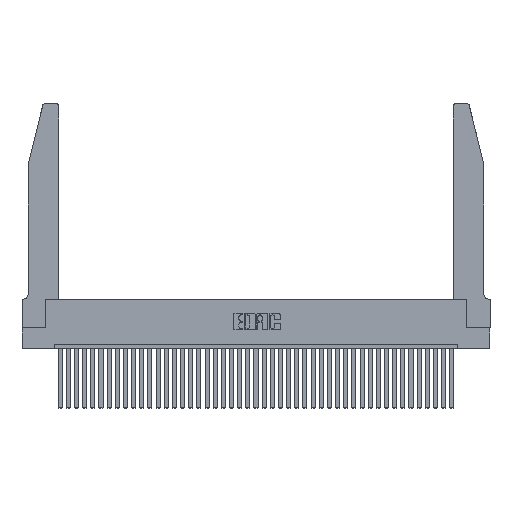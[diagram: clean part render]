
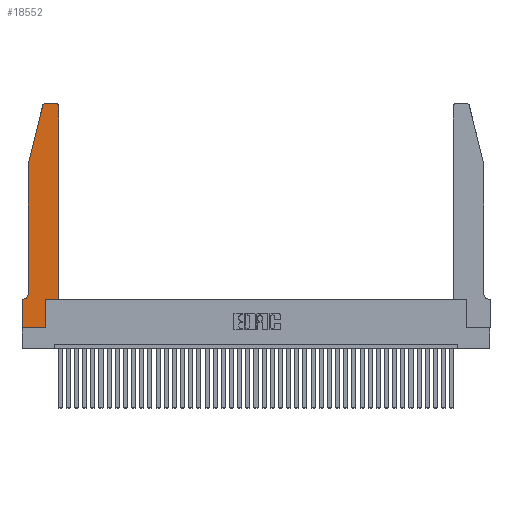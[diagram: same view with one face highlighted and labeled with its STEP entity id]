
A CAD part, top view. The second image highlights one B-rep face of the part: STEP entity #18552.
In plain terms, the highlighted planar face has unit normal (0, 0, 1).
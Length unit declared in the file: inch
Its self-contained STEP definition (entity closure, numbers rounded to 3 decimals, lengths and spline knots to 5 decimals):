
#359 = VERTEX_POINT ( 'NONE', #6519 ) ;
#1799 = LINE ( 'NONE', #20315, #12127 ) ;
#2868 = VERTEX_POINT ( 'NONE', #29241 ) ;
#3639 = ORIENTED_EDGE ( 'NONE', *, *, #29372, .T. ) ;
#4162 = ORIENTED_EDGE ( 'NONE', *, *, #7850, .T. ) ;
#4316 = VECTOR ( 'NONE', #28334, 39.37008 ) ;
#5024 = AXIS2_PLACEMENT_3D ( 'NONE', #21106, #11918, #12449 ) ;
#5171 = LINE ( 'NONE', #39490, #28633 ) ;
#5602 = DIRECTION ( 'NONE',  ( 0., 1., 0. ) ) ;
#5650 = CARTESIAN_POINT ( 'NONE',  ( 0.4505, 0.35, 0.37 ) ) ;
#5914 = ORIENTED_EDGE ( 'NONE', *, *, #39792, .T. ) ;
#6072 = EDGE_CURVE ( 'NONE', #38315, #30645, #12968, .T. ) ;
#6519 = CARTESIAN_POINT ( 'NONE',  ( 0., 0.35, 0.37 ) ) ;
#6856 = EDGE_CURVE ( 'NONE', #19294, #12494, #25252, .T. ) ;
#7381 = ORIENTED_EDGE ( 'NONE', *, *, #40281, .T. ) ;
#7850 = EDGE_CURVE ( 'NONE', #30645, #21457, #14901, .T. ) ;
#7996 = CARTESIAN_POINT ( 'NONE',  ( 0.284, 2.72, 0.37 ) ) ;
#8194 = CARTESIAN_POINT ( 'NONE',  ( 0.0055, 0.35, 0.37 ) ) ;
#8258 = EDGE_CURVE ( 'NONE', #13974, #16098, #35830, .T. ) ;
#8369 = LINE ( 'NONE', #17909, #10258 ) ;
#8371 = CARTESIAN_POINT ( 'NONE',  ( 0.4205, 2.72, 0.37 ) ) ;
#8907 = DIRECTION ( 'NONE',  ( 0., -1., 0. ) ) ;
#9264 = CARTESIAN_POINT ( 'NONE',  ( 0., 0., 0.37 ) ) ;
#10201 = LINE ( 'NONE', #35376, #16075 ) ;
#10253 = DIRECTION ( 'NONE',  ( 1., 0., 0. ) ) ;
#10258 = VECTOR ( 'NONE', #15044, 39.37008 ) ;
#11428 = DIRECTION ( 'NONE',  ( 0., 0., 1. ) ) ;
#11468 = CARTESIAN_POINT ( 'NONE',  ( 0.284, 2.75, 0.37 ) ) ;
#11918 = DIRECTION ( 'NONE',  ( 0., 0., 1. ) ) ;
#11936 = CARTESIAN_POINT ( 'NONE',  ( 0., 0., 0.37 ) ) ;
#12127 = VECTOR ( 'NONE', #32196, 39.37008 ) ;
#12449 = DIRECTION ( 'NONE',  ( 1., 0., 0. ) ) ;
#12494 = VERTEX_POINT ( 'NONE', #8194 ) ;
#12968 = LINE ( 'NONE', #16443, #21374 ) ;
#13108 = DIRECTION ( 'NONE',  ( -0.239, -0.971, 0. ) ) ;
#13641 = LINE ( 'NONE', #40335, #4316 ) ;
#13974 = VERTEX_POINT ( 'NONE', #11468 ) ;
#14421 = ORIENTED_EDGE ( 'NONE', *, *, #37497, .T. ) ;
#14901 = LINE ( 'NONE', #5650, #40300 ) ;
#15044 = DIRECTION ( 'NONE',  ( -1., 0., 0. ) ) ;
#15414 = ORIENTED_EDGE ( 'NONE', *, *, #8258, .T. ) ;
#16075 = VECTOR ( 'NONE', #38365, 39.37008 ) ;
#16098 = VERTEX_POINT ( 'NONE', #26906 ) ;
#16443 = CARTESIAN_POINT ( 'NONE',  ( 0.4505, 0.35, 0.37 ) ) ;
#17878 = LINE ( 'NONE', #31594, #33008 ) ;
#17909 = CARTESIAN_POINT ( 'NONE',  ( 0.2605, 2.75, 0.37 ) ) ;
#18143 = AXIS2_PLACEMENT_3D ( 'NONE', #8371, #39545, #30281 ) ;
#18552 = ADVANCED_FACE ( 'NONE', ( #32223 ), #30116, .T. ) ;
#19294 = VERTEX_POINT ( 'NONE', #25918 ) ;
#19503 = ORIENTED_EDGE ( 'NONE', *, *, #6072, .T. ) ;
#20315 = CARTESIAN_POINT ( 'NONE',  ( 0., 0., 0.37 ) ) ;
#21106 = CARTESIAN_POINT ( 'NONE',  ( 0., 0.35, 0.37 ) ) ;
#21374 = VECTOR ( 'NONE', #10253, 39.37008 ) ;
#21431 = ORIENTED_EDGE ( 'NONE', *, *, #28040, .T. ) ;
#21457 = VERTEX_POINT ( 'NONE', #35630 ) ;
#21585 = AXIS2_PLACEMENT_3D ( 'NONE', #7996, #11428, #36455 ) ;
#22608 = LINE ( 'NONE', #11936, #24648 ) ;
#23865 = DIRECTION ( 'NONE',  ( -1., 0., 0. ) ) ;
#24648 = VECTOR ( 'NONE', #8907, 39.37008 ) ;
#25252 = CIRCLE ( 'NONE', #25452, 0.07 ) ;
#25437 = CARTESIAN_POINT ( 'NONE',  ( 0.0055, 0.42, 0.37 ) ) ;
#25452 = AXIS2_PLACEMENT_3D ( 'NONE', #25437, #34300, #23865 ) ;
#25918 = CARTESIAN_POINT ( 'NONE',  ( 0.0755, 0.42, 0.37 ) ) ;
#26906 = CARTESIAN_POINT ( 'NONE',  ( 0.25487, 2.72718, 0.37 ) ) ;
#27051 = CARTESIAN_POINT ( 'NONE',  ( 0.4205, 2.75, 0.37 ) ) ;
#27508 = ORIENTED_EDGE ( 'NONE', *, *, #6856, .T. ) ;
#27582 = DIRECTION ( 'NONE',  ( 0., 1., 0. ) ) ;
#28040 = EDGE_CURVE ( 'NONE', #31652, #2868, #1799, .T. ) ;
#28334 = DIRECTION ( 'NONE',  ( 0., -1., 0. ) ) ;
#28633 = VECTOR ( 'NONE', #5602, 39.37008 ) ;
#29241 = CARTESIAN_POINT ( 'NONE',  ( 0.2865, 0., 0.37 ) ) ;
#29372 = EDGE_CURVE ( 'NONE', #21457, #36390, #35401, .T. ) ;
#30116 = PLANE ( 'NONE',  #5024 ) ;
#30281 = DIRECTION ( 'NONE',  ( 1., 0., 0. ) ) ;
#30645 = VERTEX_POINT ( 'NONE', #40304 ) ;
#30877 = EDGE_CURVE ( 'NONE', #35457, #19294, #13641, .T. ) ;
#30913 = EDGE_CURVE ( 'NONE', #2868, #38315, #5171, .T. ) ;
#31594 = CARTESIAN_POINT ( 'NONE',  ( 0.0755, 2., 0.37 ) ) ;
#31652 = VERTEX_POINT ( 'NONE', #9264 ) ;
#32196 = DIRECTION ( 'NONE',  ( 1., 0., 0. ) ) ;
#32223 = FACE_OUTER_BOUND ( 'NONE', #34612, .T. ) ;
#32246 = CARTESIAN_POINT ( 'NONE',  ( 0.0755, 2., 0.37 ) ) ;
#33008 = VECTOR ( 'NONE', #13108, 39.37008 ) ;
#34300 = DIRECTION ( 'NONE',  ( 0., 0., -1. ) ) ;
#34612 = EDGE_LOOP ( 'NONE', ( #7381, #15414, #34696, #37295, #27508, #14421, #5914, #21431, #38619, #19503, #4162, #3639 ) ) ;
#34696 = ORIENTED_EDGE ( 'NONE', *, *, #38417, .T. ) ;
#35376 = CARTESIAN_POINT ( 'NONE',  ( 0.0755, 0.35, 0.37 ) ) ;
#35401 = CIRCLE ( 'NONE', #18143, 0.03 ) ;
#35457 = VERTEX_POINT ( 'NONE', #32246 ) ;
#35630 = CARTESIAN_POINT ( 'NONE',  ( 0.4505, 2.72, 0.37 ) ) ;
#35830 = CIRCLE ( 'NONE', #21585, 0.03 ) ;
#36390 = VERTEX_POINT ( 'NONE', #27051 ) ;
#36421 = CARTESIAN_POINT ( 'NONE',  ( 0.2865, 0.35, 0.37 ) ) ;
#36455 = DIRECTION ( 'NONE',  ( 1., 0., 0. ) ) ;
#37295 = ORIENTED_EDGE ( 'NONE', *, *, #30877, .T. ) ;
#37497 = EDGE_CURVE ( 'NONE', #12494, #359, #10201, .T. ) ;
#38315 = VERTEX_POINT ( 'NONE', #36421 ) ;
#38365 = DIRECTION ( 'NONE',  ( -1., 0., 0. ) ) ;
#38417 = EDGE_CURVE ( 'NONE', #16098, #35457, #17878, .T. ) ;
#38619 = ORIENTED_EDGE ( 'NONE', *, *, #30913, .T. ) ;
#39490 = CARTESIAN_POINT ( 'NONE',  ( 0.2865, 0.35, 0.37 ) ) ;
#39545 = DIRECTION ( 'NONE',  ( 0., 0., 1. ) ) ;
#39792 = EDGE_CURVE ( 'NONE', #359, #31652, #22608, .T. ) ;
#40281 = EDGE_CURVE ( 'NONE', #36390, #13974, #8369, .T. ) ;
#40300 = VECTOR ( 'NONE', #27582, 39.37008 ) ;
#40304 = CARTESIAN_POINT ( 'NONE',  ( 0.4505, 0.35, 0.37 ) ) ;
#40335 = CARTESIAN_POINT ( 'NONE',  ( 0.0755, 2., 0.37 ) ) ;
